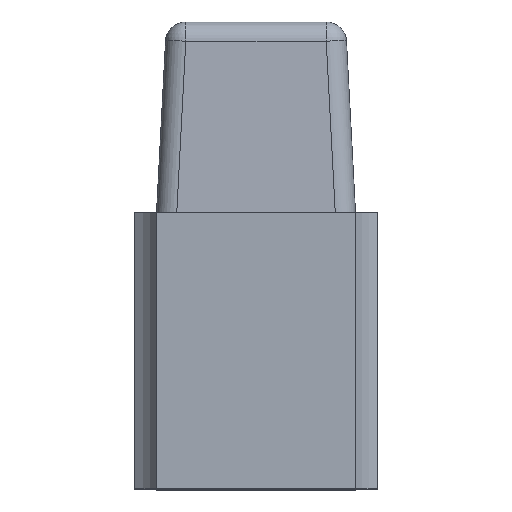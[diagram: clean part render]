
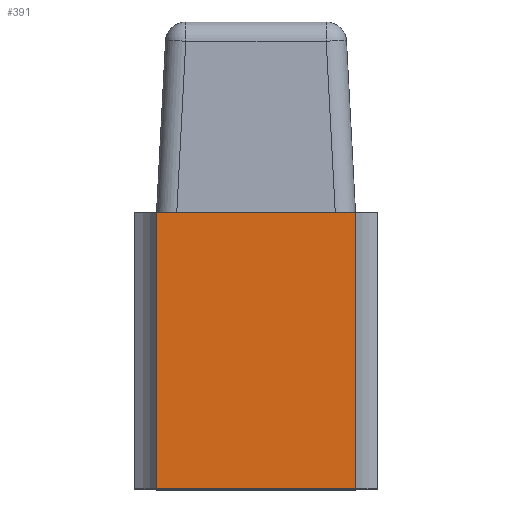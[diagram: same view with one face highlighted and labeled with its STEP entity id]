
A CAD part, top view. The second image highlights one B-rep face of the part: STEP entity #391.
In plain terms, the highlighted planar face has unit normal (0, 0, 1).
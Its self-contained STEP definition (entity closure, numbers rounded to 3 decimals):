
#97 = ORIENTED_EDGE ( 'NONE', *, *, #415, .F. ) ;
#122 = ORIENTED_EDGE ( 'NONE', *, *, #1862, .F. ) ;
#135 = FACE_OUTER_BOUND ( 'NONE', #419, .T. ) ;
#212 = VECTOR ( 'NONE', #790, 1000. ) ;
#267 = AXIS2_PLACEMENT_3D ( 'NONE', #1487, #898, #593 ) ;
#303 = PLANE ( 'NONE',  #267 ) ;
#391 = ADVANCED_FACE ( 'NONE', ( #135 ), #303, .T. ) ;
#415 = EDGE_CURVE ( 'NONE', #1737, #1864, #567, .T. ) ;
#419 = EDGE_LOOP ( 'NONE', ( #122, #97, #1774, #1887 ) ) ;
#567 = LINE ( 'NONE', #1171, #1270 ) ;
#593 = DIRECTION ( 'NONE',  ( 1., 0., 0. ) ) ;
#638 = CARTESIAN_POINT ( 'NONE',  ( 0.245, 0.68, 0.825 ) ) ;
#642 = VECTOR ( 'NONE', #1531, 1000. ) ;
#790 = DIRECTION ( 'NONE',  ( 0., -1., 0. ) ) ;
#805 = EDGE_CURVE ( 'NONE', #1737, #879, #1065, .T. ) ;
#841 = DIRECTION ( 'NONE',  ( -1., 0., 0. ) ) ;
#879 = VERTEX_POINT ( 'NONE', #1088 ) ;
#898 = DIRECTION ( 'NONE',  ( 0., 0., 1. ) ) ;
#1037 = CARTESIAN_POINT ( 'NONE',  ( -0.245, 0., 0.825 ) ) ;
#1065 = LINE ( 'NONE', #1223, #642 ) ;
#1088 = CARTESIAN_POINT ( 'NONE',  ( -0.245, 0.68, 0.825 ) ) ;
#1135 = LINE ( 'NONE', #1599, #1543 ) ;
#1171 = CARTESIAN_POINT ( 'NONE',  ( 0.245, 0.68, 0.825 ) ) ;
#1223 = CARTESIAN_POINT ( 'NONE',  ( 0., 0.68, 0.825 ) ) ;
#1236 = CARTESIAN_POINT ( 'NONE',  ( -0.245, 0.68, 0.825 ) ) ;
#1270 = VECTOR ( 'NONE', #1788, 1000. ) ;
#1449 = CARTESIAN_POINT ( 'NONE',  ( 0.245, 0., 0.825 ) ) ;
#1472 = VERTEX_POINT ( 'NONE', #1037 ) ;
#1487 = CARTESIAN_POINT ( 'NONE',  ( 0., 0.68, 0.825 ) ) ;
#1531 = DIRECTION ( 'NONE',  ( -1., 0., 0. ) ) ;
#1543 = VECTOR ( 'NONE', #841, 1000. ) ;
#1599 = CARTESIAN_POINT ( 'NONE',  ( 0., 0., 0.825 ) ) ;
#1737 = VERTEX_POINT ( 'NONE', #638 ) ;
#1743 = EDGE_CURVE ( 'NONE', #879, #1472, #1834, .T. ) ;
#1774 = ORIENTED_EDGE ( 'NONE', *, *, #805, .T. ) ;
#1788 = DIRECTION ( 'NONE',  ( 0., -1., 0. ) ) ;
#1834 = LINE ( 'NONE', #1236, #212 ) ;
#1862 = EDGE_CURVE ( 'NONE', #1864, #1472, #1135, .T. ) ;
#1864 = VERTEX_POINT ( 'NONE', #1449 ) ;
#1887 = ORIENTED_EDGE ( 'NONE', *, *, #1743, .T. ) ;
